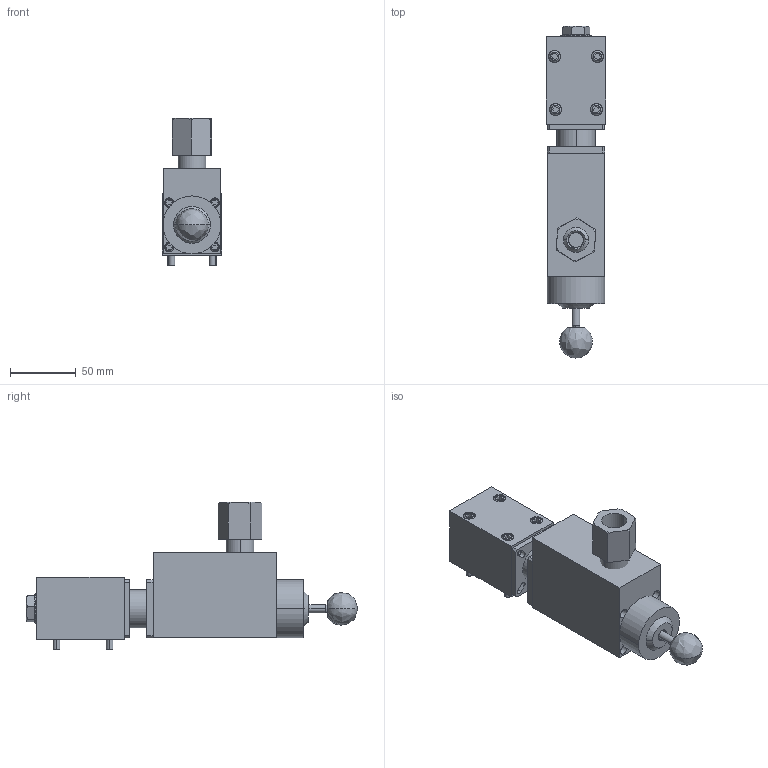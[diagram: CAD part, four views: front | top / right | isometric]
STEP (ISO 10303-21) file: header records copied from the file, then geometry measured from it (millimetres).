
FILE_DESCRIPTION (( 'STEP AP214' ), '1' );
FILE_NAME ('DISTR-UL-Bob-A.STEP', '2016-01-20T09:04:15', ( '' ), ( '' ), 'SwSTEP 2.0', 'SolidWorks 2012', '' );
FILE_SCHEMA (( 'AUTOMOTIVE_DESIGN' ));
Length unit declared in the file: millimetre
Products named in the file (1): DISTR-UL-Bob-A
Bounding box: 45 x 252.7 x 112 mm (x, y, z)
Volume: 390997 mm3; surface area: 113588.5 mm2
Topology: 17 solids, 17 shells, 634 faces, 1538 edges, 984 vertices
Faces by surface type: cylinder 264, plane 191, cone 98, bspline 81
Entity records: 30966 total; most frequent: CARTESIAN_POINT 9159, DIRECTION 3056, ORIENTED_EDGE 3006, EDGE_CURVE 1503, AXIS2_PLACEMENT_3D 1233, VERTEX_POINT 984, EDGE_LOOP 765, CIRCLE 679
